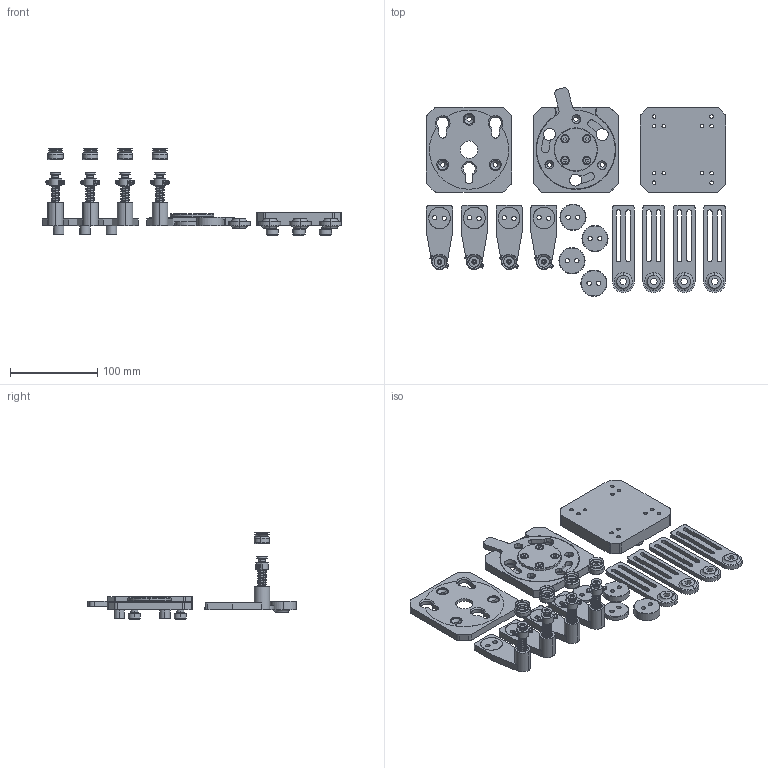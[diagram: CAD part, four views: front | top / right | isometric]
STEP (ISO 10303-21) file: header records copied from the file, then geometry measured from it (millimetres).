
FILE_DESCRIPTION (( 'STEP AP203' ), '1' );
FILE_NAME ('8800.STEP', '2020-10-11T21:01:11', ( '' ), ( '' ), 'SwSTEP 2.0', 'SolidWorks 2010', '' );
FILE_SCHEMA (( 'CONFIG_CONTROL_DESIGN' ));
Length unit declared in the file: millimetre
Products named in the file (23): 8800.200.02; 8800.200.01; 8800; 8800.200.04; 8800.200.12; 8800.200.01a; 8800.200.05; 88; Schraube M45 senkkopf; 8801.500.051; Federaufnahme; 8800.500.33; 8801.500.001; - Druckfeder 1 - angelegte Enden_Default; 8800.100.34; 8800.800.00; 8800.800.04; 9000.601.15; 8800.400.10; 8800.400.12; 8800.400.11; 8800.400.13
Assembly tree (39 placements, depth 4):
  8800
    8800.200.02
      Schraube M45 senkkopf  x4
      8800.200.12
      8800.200.01
      8800.200.01a
    9000.601.15  x4
    8800.500.33  x4
      8801.500.001
      8801.500.051
      Federaufnahme
        - Druckfeder 1 - angelegte Enden_Default
        8800.800.00
        8800.800.04
    8800.100.34  x4
    8800.400.13
    8800.400.11
    8800.200.05
    8800.200.04
      88  x3
      Schraube M45 senkkopf  x3
      8800.200.04
    8800.400.12
    8800.400.10
Bounding box: 343.74 x 239.68 x 100.65 mm (x, y, z)
Volume: 354603.4 mm3; surface area: 207505.3 mm2
Topology: 47 solids, 47 shells, 1718 faces, 4032 edges, 2620 vertices
Faces by surface type: cylinder 809, plane 672, cone 165, torus 48, bspline 24
Entity records: 29679 total; most frequent: CARTESIAN_POINT 6803, DIRECTION 4588, ORIENTED_EDGE 3882, EDGE_CURVE 1941, AXIS2_PLACEMENT_3D 1855, VERTEX_POINT 1260, CIRCLE 1012, EDGE_LOOP 1005
